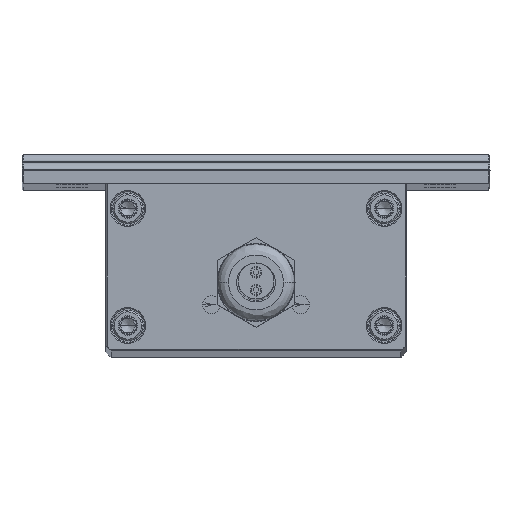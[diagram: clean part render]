
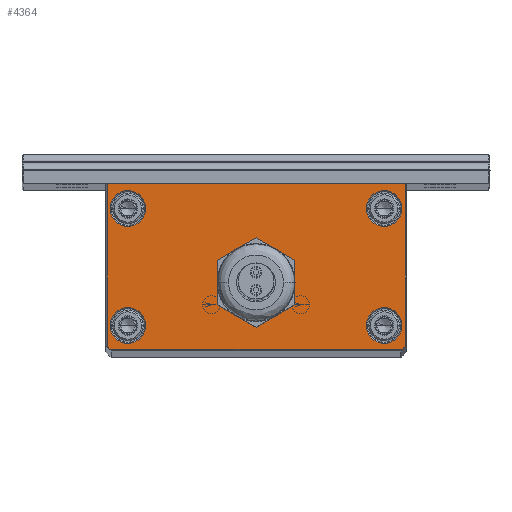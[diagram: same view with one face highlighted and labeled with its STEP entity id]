
A CAD part, top view. The second image highlights one B-rep face of the part: STEP entity #4364.
In plain terms, the highlighted planar face has unit normal (0, 0, 1).
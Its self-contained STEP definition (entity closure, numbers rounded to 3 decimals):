
#16 = VERTEX_POINT ( 'NONE', #4243 ) ;
#19 = DIRECTION ( 'NONE',  ( 0., 0., 1. ) ) ;
#41 = DIRECTION ( 'NONE',  ( 0., 0., 1. ) ) ;
#44 = FACE_BOUND ( 'NONE', #155, .T. ) ;
#94 = DIRECTION ( 'NONE',  ( 0., 0., 1. ) ) ;
#155 = EDGE_LOOP ( 'NONE', ( #12202, #2858 ) ) ;
#276 = CARTESIAN_POINT ( 'NONE',  ( -54.088, 0.049, 680.081 ) ) ;
#362 = CARTESIAN_POINT ( 'NONE',  ( -47.888, 25.549, 680.081 ) ) ;
#583 = ORIENTED_EDGE ( 'NONE', *, *, #7169, .F. ) ;
#593 = CARTESIAN_POINT ( 'NONE',  ( -1.888, 4.549, 680.081 ) ) ;
#620 = VERTEX_POINT ( 'NONE', #8281 ) ;
#738 = AXIS2_PLACEMENT_3D ( 'NONE', #9615, #15695, #11429 ) ;
#949 = CARTESIAN_POINT ( 'NONE',  ( -1.838, 0.299, 680.081 ) ) ;
#991 = VERTEX_POINT ( 'NONE', #949 ) ;
#1352 = CARTESIAN_POINT ( 'NONE',  ( -47.888, 4.549, 680.081 ) ) ;
#1387 = VECTOR ( 'NONE', #15475, 1000. ) ;
#1418 = CARTESIAN_POINT ( 'NONE',  ( -8.288, 25.549, 680.081 ) ) ;
#1652 = EDGE_LOOP ( 'NONE', ( #1845, #583 ) ) ;
#1660 = EDGE_CURVE ( 'NONE', #8670, #991, #2585, .T. ) ;
#1701 = EDGE_CURVE ( 'NONE', #620, #17272, #11817, .T. ) ;
#1812 = EDGE_CURVE ( 'NONE', #11112, #19672, #8091, .T. ) ;
#1845 = ORIENTED_EDGE ( 'NONE', *, *, #11845, .F. ) ;
#1895 = CARTESIAN_POINT ( 'NONE',  ( -54.288, 25.549, 680.081 ) ) ;
#1997 = EDGE_LOOP ( 'NONE', ( #4814, #8633, #19012, #4729, #3582, #13841 ) ) ;
#2104 = AXIS2_PLACEMENT_3D ( 'NONE', #3231, #41, #15240 ) ;
#2484 = EDGE_CURVE ( 'NONE', #19672, #4068, #10321, .T. ) ;
#2585 = LINE ( 'NONE', #15887, #15953 ) ;
#2641 = CIRCLE ( 'NONE', #738, 3.2 ) ;
#2662 = DIRECTION ( 'NONE',  ( 0., 0., 1. ) ) ;
#2858 = ORIENTED_EDGE ( 'NONE', *, *, #7013, .F. ) ;
#3184 = DIRECTION ( 'NONE',  ( 1., 0., 0. ) ) ;
#3231 = CARTESIAN_POINT ( 'NONE',  ( -51.088, 25.549, 680.081 ) ) ;
#3253 = AXIS2_PLACEMENT_3D ( 'NONE', #4066, #7116, #10218 ) ;
#3265 = DIRECTION ( 'NONE',  ( 0., 0., 1. ) ) ;
#3357 = EDGE_CURVE ( 'NONE', #4520, #5483, #14631, .T. ) ;
#3582 = ORIENTED_EDGE ( 'NONE', *, *, #14104, .F. ) ;
#3614 = CARTESIAN_POINT ( 'NONE',  ( -54.338, 0.299, 680.081 ) ) ;
#3676 = EDGE_CURVE ( 'NONE', #5483, #4520, #4171, .T. ) ;
#3707 = CARTESIAN_POINT ( 'NONE',  ( -54.838, 0.799, 680.081 ) ) ;
#3793 = VECTOR ( 'NONE', #3940, 1000. ) ;
#3845 = CARTESIAN_POINT ( 'NONE',  ( 13.912, 30.049, 680.081 ) ) ;
#3940 = DIRECTION ( 'NONE',  ( 1., 0., 0. ) ) ;
#4066 = CARTESIAN_POINT ( 'NONE',  ( -28.088, 12.249, 680.081 ) ) ;
#4068 = VERTEX_POINT ( 'NONE', #15920 ) ;
#4078 = DIRECTION ( 'NONE',  ( 0., 1., 0. ) ) ;
#4171 = CIRCLE ( 'NONE', #15587, 3.2 ) ;
#4213 = ORIENTED_EDGE ( 'NONE', *, *, #3676, .F. ) ;
#4243 = CARTESIAN_POINT ( 'NONE',  ( -54.288, 4.549, 680.081 ) ) ;
#4290 = CARTESIAN_POINT ( 'NONE',  ( -1.888, 25.549, 680.081 ) ) ;
#4364 = ADVANCED_FACE ( 'NONE', ( #44, #9263, #4905, #16729, #10784, #10586 ), #7866, .F. ) ;
#4520 = VERTEX_POINT ( 'NONE', #1418 ) ;
#4729 = ORIENTED_EDGE ( 'NONE', *, *, #18203, .F. ) ;
#4738 = CARTESIAN_POINT ( 'NONE',  ( -28.088, 0.299, 680.081 ) ) ;
#4772 = DIRECTION ( 'NONE',  ( 1., 0., 0. ) ) ;
#4814 = ORIENTED_EDGE ( 'NONE', *, *, #1812, .F. ) ;
#4905 = FACE_BOUND ( 'NONE', #11618, .T. ) ;
#5040 = DIRECTION ( 'NONE',  ( -1., 0., 0. ) ) ;
#5247 = EDGE_LOOP ( 'NONE', ( #4213, #13034 ) ) ;
#5443 = AXIS2_PLACEMENT_3D ( 'NONE', #16548, #18306, #13958 ) ;
#5483 = VERTEX_POINT ( 'NONE', #4290 ) ;
#5506 = VERTEX_POINT ( 'NONE', #8734 ) ;
#5601 = EDGE_CURVE ( 'NONE', #9051, #18844, #18262, .T. ) ;
#5644 = CARTESIAN_POINT ( 'NONE',  ( -54.838, 20.266, 680.081 ) ) ;
#5914 = CARTESIAN_POINT ( 'NONE',  ( -8.288, 4.549, 680.081 ) ) ;
#6089 = DIRECTION ( 'NONE',  ( 1., 0., 0. ) ) ;
#6346 = VECTOR ( 'NONE', #14286, 1000. ) ;
#6528 = AXIS2_PLACEMENT_3D ( 'NONE', #18171, #9331, #4772 ) ;
#6614 = DIRECTION ( 'NONE',  ( 1., 0., 0. ) ) ;
#7013 = EDGE_CURVE ( 'NONE', #17272, #620, #17557, .T. ) ;
#7116 = DIRECTION ( 'NONE',  ( 0., 0., 1. ) ) ;
#7169 = EDGE_CURVE ( 'NONE', #16, #14891, #2641, .T. ) ;
#7312 = VECTOR ( 'NONE', #4078, 1000. ) ;
#7414 = ORIENTED_EDGE ( 'NONE', *, *, #5601, .F. ) ;
#7663 = AXIS2_PLACEMENT_3D ( 'NONE', #11733, #10532, #16591 ) ;
#7696 = ORIENTED_EDGE ( 'NONE', *, *, #19305, .F. ) ;
#7866 = PLANE ( 'NONE',  #5443 ) ;
#7916 = CARTESIAN_POINT ( 'NONE',  ( -5.088, 25.549, 680.081 ) ) ;
#8091 = LINE ( 'NONE', #276, #6346 ) ;
#8281 = CARTESIAN_POINT ( 'NONE',  ( -22.535, 12.249, 680.081 ) ) ;
#8597 = DIRECTION ( 'NONE',  ( -0.707, -0.707, 0. ) ) ;
#8633 = ORIENTED_EDGE ( 'NONE', *, *, #18220, .F. ) ;
#8670 = VERTEX_POINT ( 'NONE', #10132 ) ;
#8734 = CARTESIAN_POINT ( 'NONE',  ( -1.338, 30.049, 680.081 ) ) ;
#9051 = VERTEX_POINT ( 'NONE', #593 ) ;
#9263 = FACE_BOUND ( 'NONE', #5247, .T. ) ;
#9296 = CARTESIAN_POINT ( 'NONE',  ( -51.088, 4.549, 680.081 ) ) ;
#9302 = EDGE_CURVE ( 'NONE', #18844, #9051, #13297, .T. ) ;
#9331 = DIRECTION ( 'NONE',  ( 0., 0., 1. ) ) ;
#9488 = VERTEX_POINT ( 'NONE', #1895 ) ;
#9597 = EDGE_CURVE ( 'NONE', #18963, #9488, #13266, .T. ) ;
#9615 = CARTESIAN_POINT ( 'NONE',  ( -51.088, 4.549, 680.081 ) ) ;
#9772 = DIRECTION ( 'NONE',  ( 1., 0., 0. ) ) ;
#10132 = CARTESIAN_POINT ( 'NONE',  ( -1.338, 0.799, 680.081 ) ) ;
#10218 = DIRECTION ( 'NONE',  ( 1., 0., 0. ) ) ;
#10270 = CARTESIAN_POINT ( 'NONE',  ( -5.088, 4.549, 680.081 ) ) ;
#10321 = LINE ( 'NONE', #5644, #7312 ) ;
#10532 = DIRECTION ( 'NONE',  ( 0., 0., 1. ) ) ;
#10586 = FACE_OUTER_BOUND ( 'NONE', #1997, .T. ) ;
#10759 = AXIS2_PLACEMENT_3D ( 'NONE', #17751, #2662, #6089 ) ;
#10784 = FACE_BOUND ( 'NONE', #11622, .T. ) ;
#11107 = LINE ( 'NONE', #15273, #1387 ) ;
#11112 = VERTEX_POINT ( 'NONE', #3614 ) ;
#11429 = DIRECTION ( 'NONE',  ( 1., 0., 0. ) ) ;
#11480 = DIRECTION ( 'NONE',  ( 0., 0., 1. ) ) ;
#11617 = AXIS2_PLACEMENT_3D ( 'NONE', #9296, #3265, #6614 ) ;
#11618 = EDGE_LOOP ( 'NONE', ( #17844, #7696 ) ) ;
#11622 = EDGE_LOOP ( 'NONE', ( #7414, #19605 ) ) ;
#11733 = CARTESIAN_POINT ( 'NONE',  ( -28.088, 12.249, 680.081 ) ) ;
#11752 = AXIS2_PLACEMENT_3D ( 'NONE', #7916, #94, #3184 ) ;
#11817 = CIRCLE ( 'NONE', #3253, 5.553 ) ;
#11845 = EDGE_CURVE ( 'NONE', #14891, #16, #19222, .T. ) ;
#11861 = DIRECTION ( 'NONE',  ( 1., 0., 0. ) ) ;
#12202 = ORIENTED_EDGE ( 'NONE', *, *, #1701, .F. ) ;
#13034 = ORIENTED_EDGE ( 'NONE', *, *, #3357, .F. ) ;
#13266 = CIRCLE ( 'NONE', #10759, 3.2 ) ;
#13297 = CIRCLE ( 'NONE', #17720, 3.2 ) ;
#13448 = VECTOR ( 'NONE', #5040, 1000. ) ;
#13841 = ORIENTED_EDGE ( 'NONE', *, *, #2484, .F. ) ;
#13958 = DIRECTION ( 'NONE',  ( -1., 0., 0. ) ) ;
#14104 = EDGE_CURVE ( 'NONE', #4068, #5506, #16237, .T. ) ;
#14286 = DIRECTION ( 'NONE',  ( -0.707, 0.707, 0. ) ) ;
#14495 = CIRCLE ( 'NONE', #2104, 3.2 ) ;
#14561 = CARTESIAN_POINT ( 'NONE',  ( -5.088, 25.549, 680.081 ) ) ;
#14631 = CIRCLE ( 'NONE', #11752, 3.2 ) ;
#14891 = VERTEX_POINT ( 'NONE', #1352 ) ;
#15240 = DIRECTION ( 'NONE',  ( 1., 0., 0. ) ) ;
#15273 = CARTESIAN_POINT ( 'NONE',  ( -1.338, 20.266, 680.081 ) ) ;
#15475 = DIRECTION ( 'NONE',  ( 0., -1., 0. ) ) ;
#15587 = AXIS2_PLACEMENT_3D ( 'NONE', #14561, #11480, #9772 ) ;
#15695 = DIRECTION ( 'NONE',  ( 0., 0., 1. ) ) ;
#15887 = CARTESIAN_POINT ( 'NONE',  ( -1.338, 0.799, 680.081 ) ) ;
#15920 = CARTESIAN_POINT ( 'NONE',  ( -54.838, 30.049, 680.081 ) ) ;
#15953 = VECTOR ( 'NONE', #8597, 1000. ) ;
#16237 = LINE ( 'NONE', #3845, #3793 ) ;
#16548 = CARTESIAN_POINT ( 'NONE',  ( -28.088, 20.266, 680.081 ) ) ;
#16578 = CARTESIAN_POINT ( 'NONE',  ( -33.641, 12.249, 680.081 ) ) ;
#16591 = DIRECTION ( 'NONE',  ( 1., 0., 0. ) ) ;
#16729 = FACE_BOUND ( 'NONE', #1652, .T. ) ;
#17167 = LINE ( 'NONE', #4738, #13448 ) ;
#17272 = VERTEX_POINT ( 'NONE', #16578 ) ;
#17557 = CIRCLE ( 'NONE', #7663, 5.553 ) ;
#17720 = AXIS2_PLACEMENT_3D ( 'NONE', #10270, #19, #11861 ) ;
#17751 = CARTESIAN_POINT ( 'NONE',  ( -51.088, 25.549, 680.081 ) ) ;
#17844 = ORIENTED_EDGE ( 'NONE', *, *, #9597, .F. ) ;
#18171 = CARTESIAN_POINT ( 'NONE',  ( -5.088, 4.549, 680.081 ) ) ;
#18203 = EDGE_CURVE ( 'NONE', #5506, #8670, #11107, .T. ) ;
#18220 = EDGE_CURVE ( 'NONE', #991, #11112, #17167, .T. ) ;
#18262 = CIRCLE ( 'NONE', #6528, 3.2 ) ;
#18306 = DIRECTION ( 'NONE',  ( 0., 0., -1. ) ) ;
#18844 = VERTEX_POINT ( 'NONE', #5914 ) ;
#18963 = VERTEX_POINT ( 'NONE', #362 ) ;
#19012 = ORIENTED_EDGE ( 'NONE', *, *, #1660, .F. ) ;
#19222 = CIRCLE ( 'NONE', #11617, 3.2 ) ;
#19305 = EDGE_CURVE ( 'NONE', #9488, #18963, #14495, .T. ) ;
#19605 = ORIENTED_EDGE ( 'NONE', *, *, #9302, .F. ) ;
#19672 = VERTEX_POINT ( 'NONE', #3707 ) ;
